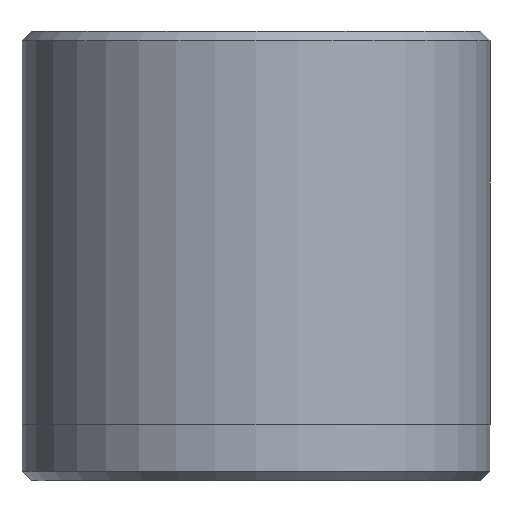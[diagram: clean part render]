
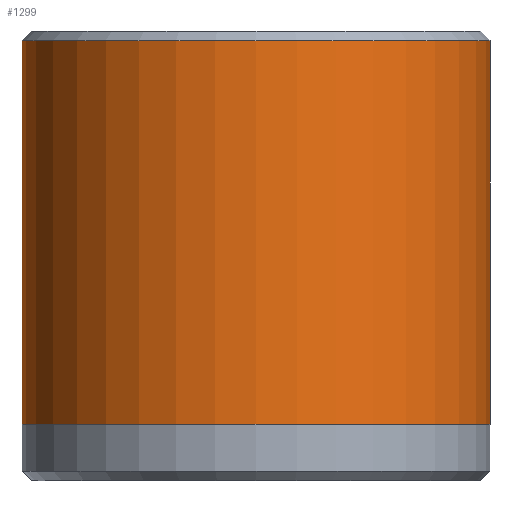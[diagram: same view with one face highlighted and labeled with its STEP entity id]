
A CAD part, front view. The second image highlights one B-rep face of the part: STEP entity #1299.
In plain terms, the highlighted cylindrical face has radius 12.5 mm (diameter 25 mm), a partial arc.
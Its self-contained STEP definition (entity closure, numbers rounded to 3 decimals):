
#42 = EDGE_LOOP ( 'NONE', ( #422, #1173, #1358, #1402 ) ) ;
#241 = DIRECTION ( 'NONE',  ( 0., 0., -1. ) ) ;
#261 = DIRECTION ( 'NONE',  ( 0., 0., -1. ) ) ;
#386 = CARTESIAN_POINT ( 'NONE',  ( 0., 0., 24. ) ) ;
#422 = ORIENTED_EDGE ( 'NONE', *, *, #632, .F. ) ;
#512 = LINE ( 'NONE', #1015, #1413 ) ;
#523 = CYLINDRICAL_SURFACE ( 'NONE', #973, 12.5 ) ;
#534 = DIRECTION ( 'NONE',  ( 0., 0., -1. ) ) ;
#632 = EDGE_CURVE ( 'NONE', #669, #782, #1247, .T. ) ;
#669 = VERTEX_POINT ( 'NONE', #1559 ) ;
#678 = EDGE_CURVE ( 'NONE', #1565, #895, #512, .T. ) ;
#682 = EDGE_CURVE ( 'NONE', #669, #1565, #846, .T. ) ;
#695 = EDGE_CURVE ( 'NONE', #782, #895, #1131, .T. ) ;
#776 = DIRECTION ( 'NONE',  ( 0., 0., -1. ) ) ;
#782 = VERTEX_POINT ( 'NONE', #795 ) ;
#795 = CARTESIAN_POINT ( 'NONE',  ( 12.5, 0., 3. ) ) ;
#831 = CARTESIAN_POINT ( 'NONE',  ( -12.5, 0., 23.5 ) ) ;
#846 = CIRCLE ( 'NONE', #1291, 12.5 ) ;
#895 = VERTEX_POINT ( 'NONE', #1290 ) ;
#973 = AXIS2_PLACEMENT_3D ( 'NONE', #386, #534, #1146 ) ;
#1015 = CARTESIAN_POINT ( 'NONE',  ( -12.5, 0., 24. ) ) ;
#1020 = CARTESIAN_POINT ( 'NONE',  ( 0., 0., 3. ) ) ;
#1131 = CIRCLE ( 'NONE', #1364, 12.5 ) ;
#1134 = DIRECTION ( 'NONE',  ( 0., 0., -1. ) ) ;
#1143 = DIRECTION ( 'NONE',  ( -1., 0., 0. ) ) ;
#1146 = DIRECTION ( 'NONE',  ( -1., 0., 0. ) ) ;
#1156 = CARTESIAN_POINT ( 'NONE',  ( 12.5, 0., 24. ) ) ;
#1170 = VECTOR ( 'NONE', #261, 1000. ) ;
#1173 = ORIENTED_EDGE ( 'NONE', *, *, #682, .T. ) ;
#1214 = FACE_OUTER_BOUND ( 'NONE', #42, .T. ) ;
#1247 = LINE ( 'NONE', #1156, #1170 ) ;
#1290 = CARTESIAN_POINT ( 'NONE',  ( -12.5, 0., 3. ) ) ;
#1291 = AXIS2_PLACEMENT_3D ( 'NONE', #1462, #776, #1564 ) ;
#1299 = ADVANCED_FACE ( 'NONE', ( #1214 ), #523, .T. ) ;
#1358 = ORIENTED_EDGE ( 'NONE', *, *, #678, .T. ) ;
#1364 = AXIS2_PLACEMENT_3D ( 'NONE', #1020, #241, #1143 ) ;
#1402 = ORIENTED_EDGE ( 'NONE', *, *, #695, .F. ) ;
#1413 = VECTOR ( 'NONE', #1134, 1000. ) ;
#1462 = CARTESIAN_POINT ( 'NONE',  ( 0., 0., 23.5 ) ) ;
#1559 = CARTESIAN_POINT ( 'NONE',  ( 12.5, 0., 23.5 ) ) ;
#1564 = DIRECTION ( 'NONE',  ( 1., 0., 0. ) ) ;
#1565 = VERTEX_POINT ( 'NONE', #831 ) ;
